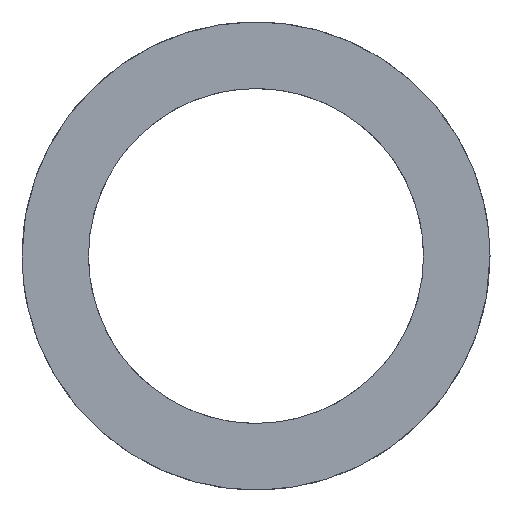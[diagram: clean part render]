
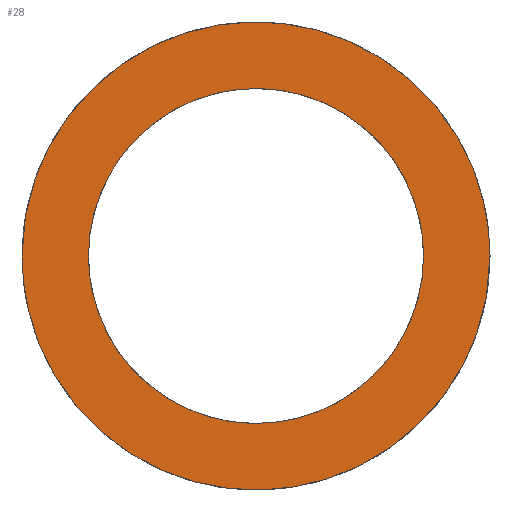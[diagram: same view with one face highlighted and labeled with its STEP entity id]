
A CAD part, left-side view. The second image highlights one B-rep face of the part: STEP entity #28.
In plain terms, the highlighted planar face has unit normal (-1, 0, 0).
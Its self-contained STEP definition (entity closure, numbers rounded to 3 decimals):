
#24=FACE_BOUND('',#41,.T.);
#28=ADVANCED_FACE('',(#34,#24),#102,.T.);
#34=FACE_OUTER_BOUND('',#40,.T.);
#40=EDGE_LOOP('',(#54,#55));
#41=EDGE_LOOP('',(#56,#57));
#54=ORIENTED_EDGE('',*,*,#71,.F.);
#55=ORIENTED_EDGE('',*,*,#75,.F.);
#56=ORIENTED_EDGE('',*,*,#76,.T.);
#57=ORIENTED_EDGE('',*,*,#77,.T.);
#71=EDGE_CURVE('',#95,#96,#87,.T.);
#75=EDGE_CURVE('',#96,#95,#91,.T.);
#76=EDGE_CURVE('',#98,#99,#82,.T.);
#77=EDGE_CURVE('',#99,#98,#83,.T.);
#82=B_SPLINE_CURVE_WITH_KNOTS('',3,(#212,#213,#214,#215,#216,#217,#218,
#219,#220,#221,#222,#223,#224),.UNSPECIFIED.,.F.,.F.,(4,3,3,3,4),(0.,3.046,
6.091,9.137,12.183),.UNSPECIFIED.);
#83=B_SPLINE_CURVE_WITH_KNOTS('',3,(#225,#226,#227,#228,#229,#230,#231,
#232,#233,#234,#235,#236,#237),.UNSPECIFIED.,.F.,.F.,(4,3,3,3,4),(0.,3.046,
6.091,9.137,12.183),.UNSPECIFIED.);
#87=(
BOUNDED_CURVE()
B_SPLINE_CURVE(2,(#190,#191,#192,#193,#194),.UNSPECIFIED.,.F.,.F.)
B_SPLINE_CURVE_WITH_KNOTS((3,2,3),(-11.875,-5.938,
0.),.UNSPECIFIED.)
CURVE()
GEOMETRIC_REPRESENTATION_ITEM()
RATIONAL_B_SPLINE_CURVE((1.,0.707,1.,0.707,1.))
REPRESENTATION_ITEM('')
);
#91=(
BOUNDED_CURVE()
B_SPLINE_CURVE(2,(#207,#208,#209,#210,#211),.UNSPECIFIED.,.F.,.F.)
B_SPLINE_CURVE_WITH_KNOTS((3,2,3),(-23.75,-17.813,
-11.875),.UNSPECIFIED.)
CURVE()
GEOMETRIC_REPRESENTATION_ITEM()
RATIONAL_B_SPLINE_CURVE((1.,0.707,1.,0.707,1.))
REPRESENTATION_ITEM('')
);
#95=VERTEX_POINT('',#181);
#96=VERTEX_POINT('',#182);
#98=VERTEX_POINT('',#184);
#99=VERTEX_POINT('',#185);
#102=PLANE('',#128);
#128=AXIS2_PLACEMENT_3D('',#158,#133,$);
#133=DIRECTION('',(-1.,0.,0.));
#158=CARTESIAN_POINT('',(12.,-5.386,-20.663));
#181=CARTESIAN_POINT('',(11.999,-5.28,-15.277));
#182=CARTESIAN_POINT('',(11.999,5.28,-15.277));
#184=CARTESIAN_POINT('',(11.999,3.78,-15.277));
#185=CARTESIAN_POINT('',(11.999,-3.78,-15.277));
#190=CARTESIAN_POINT('',(11.999,-5.28,-15.277));
#191=CARTESIAN_POINT('',(12.,-5.28,-20.557));
#192=CARTESIAN_POINT('',(12.,0.,-20.557));
#193=CARTESIAN_POINT('',(12.,5.28,-20.557));
#194=CARTESIAN_POINT('',(11.999,5.28,-15.277));
#207=CARTESIAN_POINT('',(11.999,5.28,-15.277));
#208=CARTESIAN_POINT('',(11.998,5.28,-9.997));
#209=CARTESIAN_POINT('',(11.998,0.,-9.997));
#210=CARTESIAN_POINT('',(11.998,-5.28,-9.997));
#211=CARTESIAN_POINT('',(11.999,-5.28,-15.277));
#212=CARTESIAN_POINT('',(11.999,3.78,-15.277));
#213=CARTESIAN_POINT('',(11.999,3.78,-14.275));
#214=CARTESIAN_POINT('',(11.999,3.382,-13.313));
#215=CARTESIAN_POINT('',(11.999,2.673,-12.604));
#216=CARTESIAN_POINT('',(11.999,1.964,-11.895));
#217=CARTESIAN_POINT('',(11.999,1.003,-11.497));
#218=CARTESIAN_POINT('',(11.999,0.,-11.497));
#219=CARTESIAN_POINT('',(11.999,-1.003,-11.497));
#220=CARTESIAN_POINT('',(11.999,-1.964,-11.895));
#221=CARTESIAN_POINT('',(11.999,-2.673,-12.604));
#222=CARTESIAN_POINT('',(11.999,-3.382,-13.313));
#223=CARTESIAN_POINT('',(11.999,-3.78,-14.275));
#224=CARTESIAN_POINT('',(11.999,-3.78,-15.277));
#225=CARTESIAN_POINT('',(11.999,-3.78,-15.277));
#226=CARTESIAN_POINT('',(12.,-3.78,-16.28));
#227=CARTESIAN_POINT('',(12.,-3.382,-17.241));
#228=CARTESIAN_POINT('',(12.,-2.673,-17.95));
#229=CARTESIAN_POINT('',(12.,-1.964,-18.659));
#230=CARTESIAN_POINT('',(12.,-1.003,-19.057));
#231=CARTESIAN_POINT('',(12.,0.,-19.057));
#232=CARTESIAN_POINT('',(12.,1.003,-19.057));
#233=CARTESIAN_POINT('',(12.,1.964,-18.659));
#234=CARTESIAN_POINT('',(12.,2.673,-17.95));
#235=CARTESIAN_POINT('',(12.,3.382,-17.241));
#236=CARTESIAN_POINT('',(12.,3.78,-16.28));
#237=CARTESIAN_POINT('',(11.999,3.78,-15.277));
